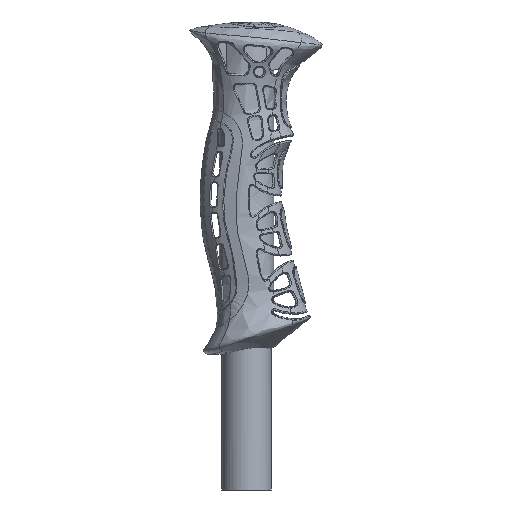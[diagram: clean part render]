
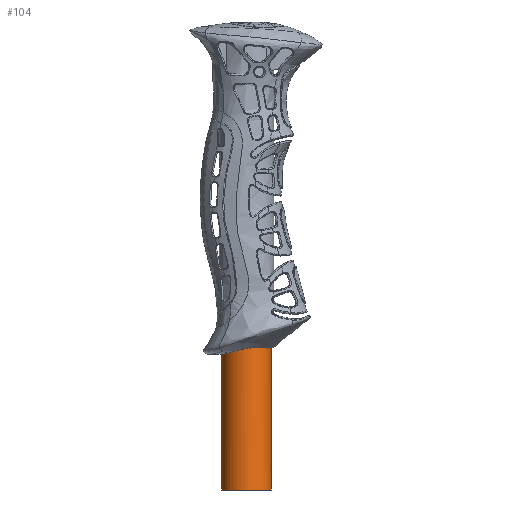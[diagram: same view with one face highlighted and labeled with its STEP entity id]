
A CAD part, front view. The second image highlights one B-rep face of the part: STEP entity #104.
In plain terms, the highlighted free-form (B-spline) face has degree [1, 2] with [2, 9] control points.
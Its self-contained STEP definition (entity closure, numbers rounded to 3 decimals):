
#86 = EDGE_CURVE('',#87,#87,#89,.T.);
#87 = VERTEX_POINT('',#88);
#88 = CARTESIAN_POINT('',(-9.,0.,93.));
#89 = ( BOUNDED_CURVE() B_SPLINE_CURVE(2,(#90,#91,#92,#93,#94,#95,#96,
#97,#98),.UNSPECIFIED.,.T.,.F.) B_SPLINE_CURVE_WITH_KNOTS((3,2,2,2,3),(
    -3.142,-1.571,0.,1.571,3.142),
.UNSPECIFIED.) CURVE() GEOMETRIC_REPRESENTATION_ITEM() 
RATIONAL_B_SPLINE_CURVE((1.,0.707,1.,0.707,1.,
0.707,1.,0.707,1.)) REPRESENTATION_ITEM('') );
#90 = CARTESIAN_POINT('',(-9.,0.,93.));
#91 = CARTESIAN_POINT('',(-9.,-9.,93.));
#92 = CARTESIAN_POINT('',(0.,-9.,93.));
#93 = CARTESIAN_POINT('',(9.,-9.,93.));
#94 = CARTESIAN_POINT('',(9.,0.,93.));
#95 = CARTESIAN_POINT('',(9.,9.,93.));
#96 = CARTESIAN_POINT('',(0.,9.,93.));
#97 = CARTESIAN_POINT('',(-9.,9.,93.));
#98 = CARTESIAN_POINT('',(-9.,0.,93.));
#104 = ADVANCED_FACE('',(#105),#128,.T.);
#105 = FACE_BOUND('',#106,.T.);
#106 = EDGE_LOOP('',(#107,#121,#126,#127));
#107 = ORIENTED_EDGE('',*,*,#108,.F.);
#108 = EDGE_CURVE('',#109,#109,#111,.T.);
#109 = VERTEX_POINT('',#110);
#110 = CARTESIAN_POINT('',(-9.,0.,-70.));
#111 = ( BOUNDED_CURVE() B_SPLINE_CURVE(2,(#112,#113,#114,#115,#116,#117
,#118,#119,#120),.UNSPECIFIED.,.T.,.F.) B_SPLINE_CURVE_WITH_KNOTS((3,2,2
    ,2,3),(-3.142,-1.571,0.,1.571,
3.142),.UNSPECIFIED.) CURVE() GEOMETRIC_REPRESENTATION_ITEM() 
RATIONAL_B_SPLINE_CURVE((1.,0.707,1.,0.707,1.,
0.707,1.,0.707,1.)) REPRESENTATION_ITEM('') );
#112 = CARTESIAN_POINT('',(-9.,0.,-70.));
#113 = CARTESIAN_POINT('',(-9.,9.,-70.));
#114 = CARTESIAN_POINT('',(0.,9.,-70.));
#115 = CARTESIAN_POINT('',(9.,9.,-70.));
#116 = CARTESIAN_POINT('',(9.,0.,-70.));
#117 = CARTESIAN_POINT('',(9.,-9.,-70.));
#118 = CARTESIAN_POINT('',(0.,-9.,-70.));
#119 = CARTESIAN_POINT('',(-9.,-9.,-70.));
#120 = CARTESIAN_POINT('',(-9.,0.,-70.));
#121 = ORIENTED_EDGE('',*,*,#122,.T.);
#122 = EDGE_CURVE('',#109,#87,#123,.T.);
#123 = B_SPLINE_CURVE_WITH_KNOTS('',1,(#124,#125),.UNSPECIFIED.,.F.,.F.,
  (2,2),(-7.778,10.333),.PIECEWISE_BEZIER_KNOTS.);
#124 = CARTESIAN_POINT('',(-9.,0.,-70.));
#125 = CARTESIAN_POINT('',(-9.,0.,93.));
#126 = ORIENTED_EDGE('',*,*,#86,.F.);
#127 = ORIENTED_EDGE('',*,*,#122,.F.);
#128 = ( BOUNDED_SURFACE() B_SPLINE_SURFACE(1,2,(
    (#129,#130,#131,#132,#133,#134,#135,#136,#137)
    ,(#138,#139,#140,#141,#142,#143,#144,#145,#146
)),.UNSPECIFIED.,.F.,.T.,.F.) B_SPLINE_SURFACE_WITH_KNOTS((2,2),(1,2,2,2
    ,2,2,1),(-10.333,7.778),(-4.712,
    -3.142,-1.571,0.,1.571,3.142,
4.712),.UNSPECIFIED.) GEOMETRIC_REPRESENTATION_ITEM() 
RATIONAL_B_SPLINE_SURFACE((
    (1.,0.707,1.,0.707,1.,0.707,1.
      ,0.707,1.)
    ,(1.,0.707,1.,0.707,1.,0.707,1.
,0.707,1.))) REPRESENTATION_ITEM('') SURFACE() );
#129 = CARTESIAN_POINT('',(-9.,0.,-70.));
#130 = CARTESIAN_POINT('',(-9.,9.,-70.));
#131 = CARTESIAN_POINT('',(0.,9.,-70.));
#132 = CARTESIAN_POINT('',(9.,9.,-70.));
#133 = CARTESIAN_POINT('',(9.,0.,-70.));
#134 = CARTESIAN_POINT('',(9.,-9.,-70.));
#135 = CARTESIAN_POINT('',(0.,-9.,-70.));
#136 = CARTESIAN_POINT('',(-9.,-9.,-70.));
#137 = CARTESIAN_POINT('',(-9.,0.,-70.));
#138 = CARTESIAN_POINT('',(-9.,0.,93.));
#139 = CARTESIAN_POINT('',(-9.,9.,93.));
#140 = CARTESIAN_POINT('',(0.,9.,93.));
#141 = CARTESIAN_POINT('',(9.,9.,93.));
#142 = CARTESIAN_POINT('',(9.,0.,93.));
#143 = CARTESIAN_POINT('',(9.,-9.,93.));
#144 = CARTESIAN_POINT('',(0.,-9.,93.));
#145 = CARTESIAN_POINT('',(-9.,-9.,93.));
#146 = CARTESIAN_POINT('',(-9.,0.,93.));
